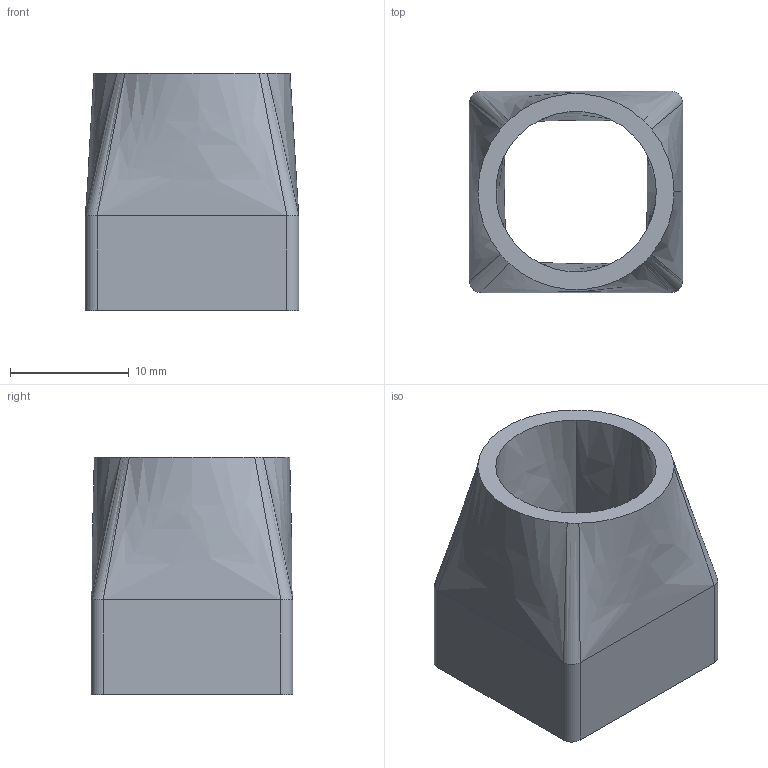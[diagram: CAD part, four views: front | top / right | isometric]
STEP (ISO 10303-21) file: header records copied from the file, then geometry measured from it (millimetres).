
FILE_DESCRIPTION(('FreeCAD Model'),'2;1');
FILE_NAME('Open CASCADE Shape Model','2023-10-24T16:02:10',(''),(''), 'Open CASCADE STEP processor 7.6','FreeCAD','Unknown');
FILE_SCHEMA(('AUTOMOTIVE_DESIGN { 1 0 10303 214 1 1 1 1 }'));
Length unit declared in the file: millimetre
Products named in the file (1): Nozzle
Bounding box: 18 x 17 x 20 mm (x, y, z)
Volume: 2066.6 mm3; surface area: 2484.3 mm2
Topology: 1 solids, 1 shells, 33 faces, 78 edges, 48 vertices
Faces by surface type: plane 15, bspline 14, cylinder 4
Entity records: 1122 total; most frequent: CARTESIAN_POINT 388, ORIENTED_EDGE 156, DIRECTION 126, EDGE_CURVE 78, VERTEX_POINT 48, AXIS2_PLACEMENT_3D 42, LINE 42, VECTOR 42
